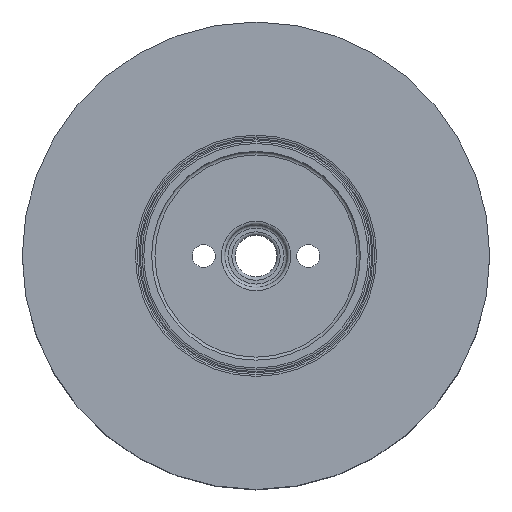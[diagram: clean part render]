
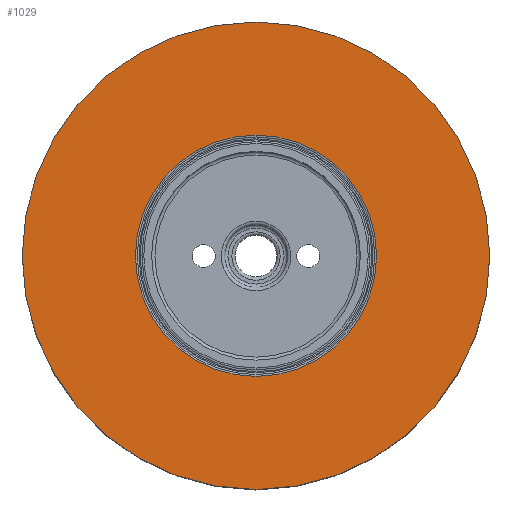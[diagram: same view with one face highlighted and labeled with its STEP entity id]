
A CAD part, top view. The second image highlights one B-rep face of the part: STEP entity #1029.
In plain terms, the highlighted planar face has unit normal (0, 0, 1).
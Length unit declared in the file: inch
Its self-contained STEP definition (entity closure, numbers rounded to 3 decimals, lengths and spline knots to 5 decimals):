
#141=FACE_BOUND('',#305,.T.);
#158=PLANE('',#1181);
#233=FACE_OUTER_BOUND('',#304,.T.);
#304=EDGE_LOOP('',(#885));
#305=EDGE_LOOP('',(#886));
#385=CIRCLE('',#1180,0.72237);
#386=CIRCLE('',#1182,1.4);
#488=VERTEX_POINT('',#2016);
#489=VERTEX_POINT('',#2020);
#622=EDGE_CURVE('',#488,#488,#385,.T.);
#623=EDGE_CURVE('',#489,#489,#386,.T.);
#885=ORIENTED_EDGE('',*,*,#623,.F.);
#886=ORIENTED_EDGE('',*,*,#622,.F.);
#1029=ADVANCED_FACE('',(#233,#141),#158,.T.);
#1180=AXIS2_PLACEMENT_3D('',#2018,#1487,#1488);
#1181=AXIS2_PLACEMENT_3D('',#2019,#1489,#1490);
#1182=AXIS2_PLACEMENT_3D('',#2021,#1491,#1492);
#1487=DIRECTION('center_axis',(0.,0.,1.));
#1488=DIRECTION('ref_axis',(0.,1.,0.));
#1489=DIRECTION('center_axis',(0.,0.,1.));
#1490=DIRECTION('ref_axis',(1.,0.,0.));
#1491=DIRECTION('center_axis',(0.,0.,-1.));
#1492=DIRECTION('ref_axis',(1.,0.,0.));
#2016=CARTESIAN_POINT('',(0.,-0.72237,0.));
#2018=CARTESIAN_POINT('Origin',(0.,0.,0.));
#2019=CARTESIAN_POINT('Origin',(0.,1.4,0.));
#2020=CARTESIAN_POINT('',(0.,-1.4,0.));
#2021=CARTESIAN_POINT('Origin',(0.,0.,0.));
